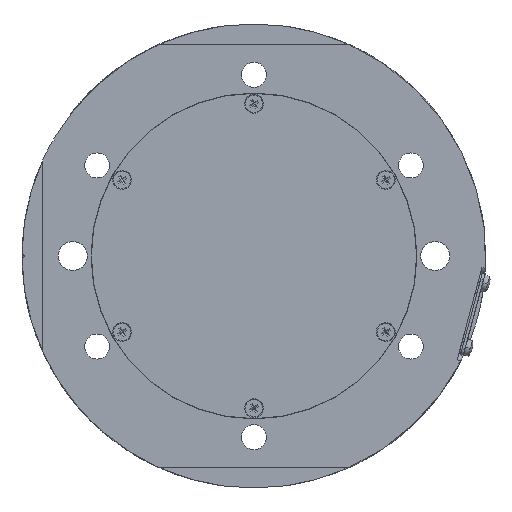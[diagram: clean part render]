
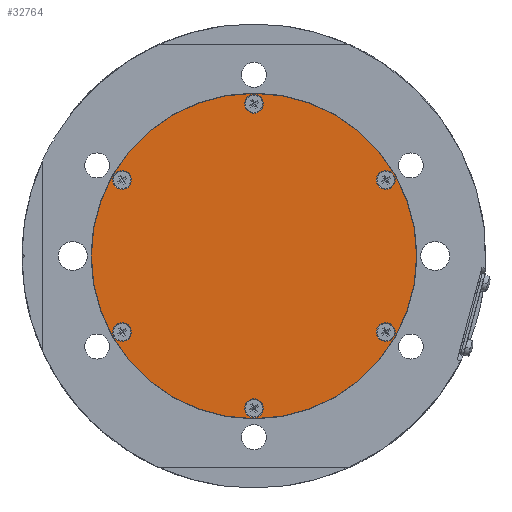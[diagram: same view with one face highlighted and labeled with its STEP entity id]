
A CAD part, front view. The second image highlights one B-rep face of the part: STEP entity #32764.
In plain terms, the highlighted planar face has unit normal (0, -1, 0).
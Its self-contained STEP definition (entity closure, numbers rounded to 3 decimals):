
#135 = DIRECTION ( 'NONE',  ( 0., -1., 0. ) ) ;
#512 = ORIENTED_EDGE ( 'NONE', *, *, #31445, .F. ) ;
#1285 = DIRECTION ( 'NONE',  ( -1., 0., 0. ) ) ;
#1354 = EDGE_LOOP ( 'NONE', ( #5045, #11339 ) ) ;
#1376 = DIRECTION ( 'NONE',  ( -1., 0., 0. ) ) ;
#1754 = CARTESIAN_POINT ( 'NONE',  ( 48.716, -34.5, 26.25 ) ) ;
#2280 = CIRCLE ( 'NONE', #7616, 3.25 ) ;
#2508 = VERTEX_POINT ( 'NONE', #35836 ) ;
#2608 = CIRCLE ( 'NONE', #8075, 3.25 ) ;
#2936 = ORIENTED_EDGE ( 'NONE', *, *, #39016, .F. ) ;
#3325 = CIRCLE ( 'NONE', #16149, 3.25 ) ;
#3846 = EDGE_CURVE ( 'NONE', #22736, #24484, #2280, .T. ) ;
#4119 = CIRCLE ( 'NONE', #5199, 3.25 ) ;
#4952 = AXIS2_PLACEMENT_3D ( 'NONE', #8090, #29580, #11208 ) ;
#4974 = ORIENTED_EDGE ( 'NONE', *, *, #20560, .F. ) ;
#5045 = ORIENTED_EDGE ( 'NONE', *, *, #3846, .F. ) ;
#5056 = CARTESIAN_POINT ( 'NONE',  ( 3.25, -34.5, -52.5 ) ) ;
#5199 = AXIS2_PLACEMENT_3D ( 'NONE', #34280, #16018, #37340 ) ;
#6055 = CARTESIAN_POINT ( 'NONE',  ( -56.1, -34.5, 0. ) ) ;
#6328 = CARTESIAN_POINT ( 'NONE',  ( 0., -34.5, 0. ) ) ;
#6902 = VERTEX_POINT ( 'NONE', #7271 ) ;
#6944 = DIRECTION ( 'NONE',  ( 0., -1., 0. ) ) ;
#7271 = CARTESIAN_POINT ( 'NONE',  ( -48.716, -34.5, -26.25 ) ) ;
#7388 = DIRECTION ( 'NONE',  ( -1., 0., 0. ) ) ;
#7616 = AXIS2_PLACEMENT_3D ( 'NONE', #22952, #15318, #29905 ) ;
#7897 = FACE_BOUND ( 'NONE', #28471, .T. ) ;
#8075 = AXIS2_PLACEMENT_3D ( 'NONE', #8857, #8689, #7388 ) ;
#8090 = CARTESIAN_POINT ( 'NONE',  ( -45.466, -34.5, 26.25 ) ) ;
#8136 = EDGE_CURVE ( 'NONE', #6902, #14005, #2608, .T. ) ;
#8668 = CARTESIAN_POINT ( 'NONE',  ( 48.716, -34.5, -26.25 ) ) ;
#8689 = DIRECTION ( 'NONE',  ( 0., -1., 0. ) ) ;
#8857 = CARTESIAN_POINT ( 'NONE',  ( -45.466, -34.5, -26.25 ) ) ;
#9073 = CIRCLE ( 'NONE', #25661, 3.25 ) ;
#9401 = DIRECTION ( 'NONE',  ( -1., 0., 0. ) ) ;
#9444 = DIRECTION ( 'NONE',  ( 0., -1., 0. ) ) ;
#9727 = DIRECTION ( 'NONE',  ( 0., -1., 0. ) ) ;
#10267 = VERTEX_POINT ( 'NONE', #6055 ) ;
#10597 = ORIENTED_EDGE ( 'NONE', *, *, #8136, .F. ) ;
#11208 = DIRECTION ( 'NONE',  ( -1., 0., 0. ) ) ;
#11339 = ORIENTED_EDGE ( 'NONE', *, *, #19469, .F. ) ;
#11394 = CARTESIAN_POINT ( 'NONE',  ( -45.466, -34.5, -26.25 ) ) ;
#11671 = EDGE_CURVE ( 'NONE', #21632, #24023, #23528, .T. ) ;
#12124 = CARTESIAN_POINT ( 'NONE',  ( -45.466, -34.5, 26.25 ) ) ;
#13069 = CARTESIAN_POINT ( 'NONE',  ( 45.466, -34.5, -26.25 ) ) ;
#13239 = ORIENTED_EDGE ( 'NONE', *, *, #36859, .F. ) ;
#13863 = VERTEX_POINT ( 'NONE', #39727 ) ;
#14005 = VERTEX_POINT ( 'NONE', #25438 ) ;
#14341 = CARTESIAN_POINT ( 'NONE',  ( -3.25, -34.5, 52.5 ) ) ;
#14529 = DIRECTION ( 'NONE',  ( -1., 0., 0. ) ) ;
#15263 = DIRECTION ( 'NONE',  ( -1., 0., 0. ) ) ;
#15318 = DIRECTION ( 'NONE',  ( 0., -1., 0. ) ) ;
#15462 = DIRECTION ( 'NONE',  ( -1., 0., 0. ) ) ;
#15475 = DIRECTION ( 'NONE',  ( 0., -1., 0. ) ) ;
#15513 = CARTESIAN_POINT ( 'NONE',  ( 0., -34.5, 52.5 ) ) ;
#16018 = DIRECTION ( 'NONE',  ( 0., -1., 0. ) ) ;
#16149 = AXIS2_PLACEMENT_3D ( 'NONE', #28119, #9727, #31217 ) ;
#16193 = FACE_BOUND ( 'NONE', #26364, .T. ) ;
#16202 = DIRECTION ( 'NONE',  ( -1., 0., 0. ) ) ;
#16278 = AXIS2_PLACEMENT_3D ( 'NONE', #15513, #15475, #15462 ) ;
#16551 = ORIENTED_EDGE ( 'NONE', *, *, #20570, .F. ) ;
#17159 = FACE_BOUND ( 'NONE', #1354, .T. ) ;
#18319 = VERTEX_POINT ( 'NONE', #24022 ) ;
#18675 = CARTESIAN_POINT ( 'NONE',  ( 45.466, -34.5, 26.25 ) ) ;
#19273 = CIRCLE ( 'NONE', #20108, 3.25 ) ;
#19469 = EDGE_CURVE ( 'NONE', #24484, #22736, #3325, .T. ) ;
#19563 = EDGE_LOOP ( 'NONE', ( #16551, #34520 ) ) ;
#19850 = DIRECTION ( 'NONE',  ( 0., -1., 0. ) ) ;
#19949 = DIRECTION ( 'NONE',  ( 0., -1., 0. ) ) ;
#20056 = CARTESIAN_POINT ( 'NONE',  ( -3.25, -34.5, -52.5 ) ) ;
#20108 = AXIS2_PLACEMENT_3D ( 'NONE', #13069, #34485, #16202 ) ;
#20278 = CIRCLE ( 'NONE', #22155, 3.25 ) ;
#20560 = EDGE_CURVE ( 'NONE', #35342, #29660, #19273, .T. ) ;
#20570 = EDGE_CURVE ( 'NONE', #24023, #21632, #20278, .T. ) ;
#21547 = CIRCLE ( 'NONE', #4952, 3.25 ) ;
#21632 = VERTEX_POINT ( 'NONE', #30992 ) ;
#21646 = ORIENTED_EDGE ( 'NONE', *, *, #33044, .T. ) ;
#21827 = DIRECTION ( 'NONE',  ( -1., 0., 0. ) ) ;
#21859 = EDGE_CURVE ( 'NONE', #14005, #6902, #31720, .T. ) ;
#21982 = ORIENTED_EDGE ( 'NONE', *, *, #22547, .F. ) ;
#22155 = AXIS2_PLACEMENT_3D ( 'NONE', #25395, #6944, #28440 ) ;
#22346 = EDGE_CURVE ( 'NONE', #10267, #13863, #36456, .T. ) ;
#22547 = EDGE_CURVE ( 'NONE', #33327, #18319, #9073, .T. ) ;
#22736 = VERTEX_POINT ( 'NONE', #20056 ) ;
#22952 = CARTESIAN_POINT ( 'NONE',  ( 0., -34.5, -52.5 ) ) ;
#23528 = CIRCLE ( 'NONE', #16278, 3.25 ) ;
#24022 = CARTESIAN_POINT ( 'NONE',  ( 42.216, -34.5, 26.25 ) ) ;
#24023 = VERTEX_POINT ( 'NONE', #14341 ) ;
#24326 = FACE_BOUND ( 'NONE', #35224, .T. ) ;
#24381 = CARTESIAN_POINT ( 'NONE',  ( 42.216, -34.5, -26.25 ) ) ;
#24484 = VERTEX_POINT ( 'NONE', #5056 ) ;
#24689 = CARTESIAN_POINT ( 'NONE',  ( 0., -34.5, 0. ) ) ;
#25395 = CARTESIAN_POINT ( 'NONE',  ( 0., -34.5, 52.5 ) ) ;
#25438 = CARTESIAN_POINT ( 'NONE',  ( -42.216, -34.5, -26.25 ) ) ;
#25500 = EDGE_LOOP ( 'NONE', ( #2936, #21982 ) ) ;
#25661 = AXIS2_PLACEMENT_3D ( 'NONE', #18675, #135, #21827 ) ;
#26364 = EDGE_LOOP ( 'NONE', ( #37018, #13239 ) ) ;
#26468 = CIRCLE ( 'NONE', #32541, 3.25 ) ;
#27625 = AXIS2_PLACEMENT_3D ( 'NONE', #6328, #27817, #9401 ) ;
#27817 = DIRECTION ( 'NONE',  ( 0., -1., 0. ) ) ;
#27856 = PLANE ( 'NONE',  #36588 ) ;
#28119 = CARTESIAN_POINT ( 'NONE',  ( 0., -34.5, -52.5 ) ) ;
#28440 = DIRECTION ( 'NONE',  ( -1., 0., 0. ) ) ;
#28471 = EDGE_LOOP ( 'NONE', ( #10597, #34027 ) ) ;
#29216 = AXIS2_PLACEMENT_3D ( 'NONE', #11394, #32820, #14529 ) ;
#29580 = DIRECTION ( 'NONE',  ( 0., -1., 0. ) ) ;
#29660 = VERTEX_POINT ( 'NONE', #8668 ) ;
#29905 = DIRECTION ( 'NONE',  ( -1., 0., 0. ) ) ;
#30248 = ORIENTED_EDGE ( 'NONE', *, *, #22346, .T. ) ;
#30706 = CIRCLE ( 'NONE', #36942, 3.25 ) ;
#30942 = DIRECTION ( 'NONE',  ( -1., 0., 0. ) ) ;
#30992 = CARTESIAN_POINT ( 'NONE',  ( 3.25, -34.5, 52.5 ) ) ;
#31217 = DIRECTION ( 'NONE',  ( -1., 0., 0. ) ) ;
#31445 = EDGE_CURVE ( 'NONE', #29660, #35342, #4119, .T. ) ;
#31720 = CIRCLE ( 'NONE', #29216, 3.25 ) ;
#32402 = FACE_BOUND ( 'NONE', #19563, .T. ) ;
#32541 = AXIS2_PLACEMENT_3D ( 'NONE', #12124, #33538, #15263 ) ;
#32764 = ADVANCED_FACE ( 'NONE', ( #17159, #24326, #33354, #32402, #16193, #7897, #39576 ), #27856, .T. ) ;
#32820 = DIRECTION ( 'NONE',  ( 0., -1., 0. ) ) ;
#32857 = CIRCLE ( 'NONE', #27625, 56.1 ) ;
#32903 = EDGE_CURVE ( 'NONE', #2508, #39116, #21547, .T. ) ;
#33044 = EDGE_CURVE ( 'NONE', #13863, #10267, #32857, .T. ) ;
#33327 = VERTEX_POINT ( 'NONE', #1754 ) ;
#33354 = FACE_BOUND ( 'NONE', #25500, .T. ) ;
#33538 = DIRECTION ( 'NONE',  ( 0., -1., 0. ) ) ;
#34027 = ORIENTED_EDGE ( 'NONE', *, *, #21859, .F. ) ;
#34280 = CARTESIAN_POINT ( 'NONE',  ( 45.466, -34.5, -26.25 ) ) ;
#34485 = DIRECTION ( 'NONE',  ( 0., -1., 0. ) ) ;
#34520 = ORIENTED_EDGE ( 'NONE', *, *, #11671, .F. ) ;
#34806 = EDGE_LOOP ( 'NONE', ( #21646, #30248 ) ) ;
#35224 = EDGE_LOOP ( 'NONE', ( #4974, #512 ) ) ;
#35342 = VERTEX_POINT ( 'NONE', #24381 ) ;
#35522 = CARTESIAN_POINT ( 'NONE',  ( -42.216, -34.5, 26.25 ) ) ;
#35836 = CARTESIAN_POINT ( 'NONE',  ( -48.716, -34.5, 26.25 ) ) ;
#36456 = CIRCLE ( 'NONE', #38676, 56.1 ) ;
#36588 = AXIS2_PLACEMENT_3D ( 'NONE', #24689, #9444, #30942 ) ;
#36859 = EDGE_CURVE ( 'NONE', #39116, #2508, #26468, .T. ) ;
#36942 = AXIS2_PLACEMENT_3D ( 'NONE', #38025, #19850, #1285 ) ;
#37018 = ORIENTED_EDGE ( 'NONE', *, *, #32903, .F. ) ;
#37340 = DIRECTION ( 'NONE',  ( -1., 0., 0. ) ) ;
#38025 = CARTESIAN_POINT ( 'NONE',  ( 45.466, -34.5, 26.25 ) ) ;
#38127 = CARTESIAN_POINT ( 'NONE',  ( 0., -34.5, 0. ) ) ;
#38676 = AXIS2_PLACEMENT_3D ( 'NONE', #38127, #19949, #1376 ) ;
#39016 = EDGE_CURVE ( 'NONE', #18319, #33327, #30706, .T. ) ;
#39116 = VERTEX_POINT ( 'NONE', #35522 ) ;
#39576 = FACE_OUTER_BOUND ( 'NONE', #34806, .T. ) ;
#39727 = CARTESIAN_POINT ( 'NONE',  ( 56.1, -34.5, 0. ) ) ;
